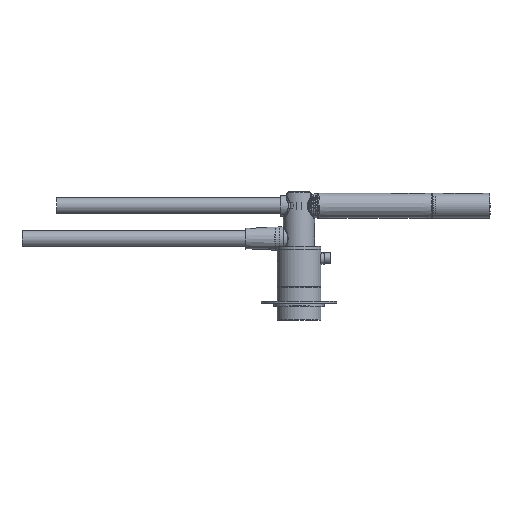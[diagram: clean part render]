
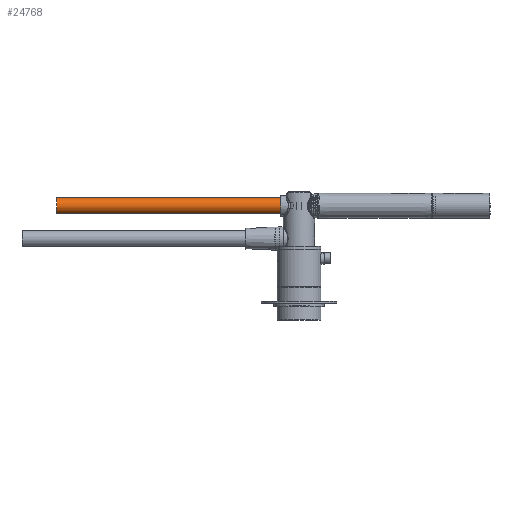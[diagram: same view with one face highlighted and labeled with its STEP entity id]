
A CAD part, front view. The second image highlights one B-rep face of the part: STEP entity #24768.
In plain terms, the highlighted cylindrical face has radius 7.5 mm (diameter 15 mm), a full revolution.
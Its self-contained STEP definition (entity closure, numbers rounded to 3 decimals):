
#1566=CYLINDRICAL_SURFACE('',#28865,7.5);
#5067=ORIENTED_EDGE('',*,*,#12228,.F.);
#5068=ORIENTED_EDGE('',*,*,#12229,.T.);
#12228=EDGE_CURVE('',#19983,#19983,#15810,.T.);
#12229=EDGE_CURVE('',#19984,#19984,#15811,.T.);
#15810=CIRCLE('',#28864,7.5);
#15811=CIRCLE('',#28866,7.5);
#16797=EDGE_LOOP('',(#5067));
#16798=EDGE_LOOP('',(#5068));
#19983=VERTEX_POINT('',#38096);
#19984=VERTEX_POINT('',#38099);
#22467=FACE_BOUND('',#16797,.T.);
#22468=FACE_BOUND('',#16798,.T.);
#24768=ADVANCED_FACE('',(#22467,#22468),#1566,.T.);
#28864=AXIS2_PLACEMENT_3D('',#38095,#31519,#31520);
#28865=AXIS2_PLACEMENT_3D('',#38097,#31521,#31522);
#28866=AXIS2_PLACEMENT_3D('',#38098,#31523,#31524);
#31519=DIRECTION('',(0.,-1.,0.));
#31520=DIRECTION('',(0.,0.,-1.));
#31521=DIRECTION('',(0.,-1.,0.));
#31522=DIRECTION('',(0.,0.,-1.));
#31523=DIRECTION('',(0.,-1.,0.));
#31524=DIRECTION('',(0.,0.,-1.));
#38095=CARTESIAN_POINT('',(0.,0.,0.));
#38096=CARTESIAN_POINT('',(0.,0.,-7.5));
#38097=CARTESIAN_POINT('',(0.,0.,0.));
#38098=CARTESIAN_POINT('',(0.,215.5,0.));
#38099=CARTESIAN_POINT('',(0.,215.5,-7.5));
